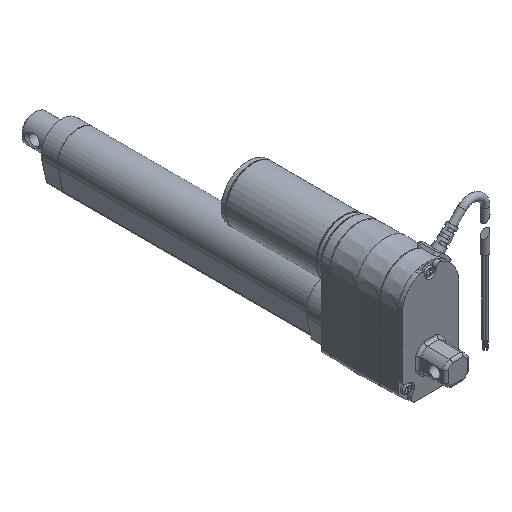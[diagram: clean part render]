
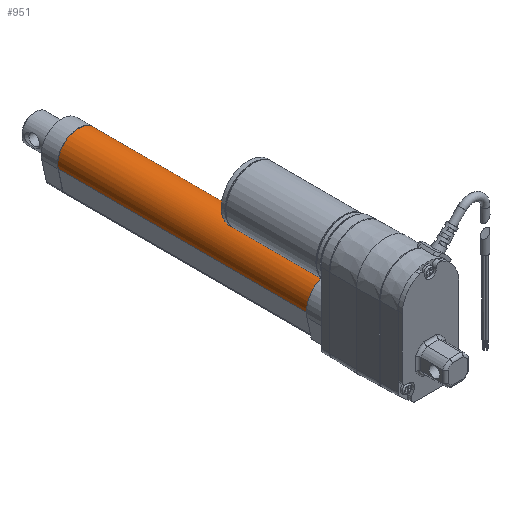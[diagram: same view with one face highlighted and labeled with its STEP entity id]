
A CAD part, isometric view. The second image highlights one B-rep face of the part: STEP entity #951.
In plain terms, the highlighted cylindrical face has radius 15.25 mm (diameter 30.5 mm), a partial arc.
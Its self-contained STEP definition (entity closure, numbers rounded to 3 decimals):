
#951 = ADVANCED_FACE( '', ( #1984 ), #1985, .T. );
#1984 = FACE_OUTER_BOUND( '', #3068, .T. );
#1985 = CYLINDRICAL_SURFACE( '', #3069, 15.25 );
#3068 = EDGE_LOOP( '', ( #5512, #5513, #5514, #5515, #5516, #5517, #5518, #5519 ) );
#3069 = AXIS2_PLACEMENT_3D( '', #5520, #5521, #5522 );
#5512 = ORIENTED_EDGE( '', *, *, #6676, .T. );
#5513 = ORIENTED_EDGE( '', *, *, #6696, .F. );
#5514 = ORIENTED_EDGE( '', *, *, #6624, .T. );
#5515 = ORIENTED_EDGE( '', *, *, #6791, .F. );
#5516 = ORIENTED_EDGE( '', *, *, #6761, .F. );
#5517 = ORIENTED_EDGE( '', *, *, #6924, .T. );
#5518 = ORIENTED_EDGE( '', *, *, #6878, .T. );
#5519 = ORIENTED_EDGE( '', *, *, #6322, .T. );
#5520 = CARTESIAN_POINT( '', ( 0., 283., 0. ) );
#5521 = DIRECTION( '', ( 0., 1., 0. ) );
#5522 = DIRECTION( '', ( 0., 0., -1. ) );
#6322 = EDGE_CURVE( '', #7580, #7577, #7581, .T. );
#6624 = EDGE_CURVE( '', #8047, #8048, #8049, .T. );
#6676 = EDGE_CURVE( '', #7577, #8120, #8122, .T. );
#6696 = EDGE_CURVE( '', #8047, #8120, #8151, .T. );
#6761 = EDGE_CURVE( '', #8240, #8242, #8243, .T. );
#6791 = EDGE_CURVE( '', #8242, #8048, #8279, .T. );
#6878 = EDGE_CURVE( '', #8386, #7580, #8391, .T. );
#6924 = EDGE_CURVE( '', #8240, #8386, #8452, .T. );
#7577 = VERTEX_POINT( '', #9551 );
#7580 = VERTEX_POINT( '', #9555 );
#7581 = LINE( '', #9556, #9557 );
#8047 = VERTEX_POINT( '', #10356 );
#8048 = VERTEX_POINT( '', #10357 );
#8049 = CIRCLE( '', #10358, 15.25 );
#8120 = VERTEX_POINT( '', #10501 );
#8122 = CIRCLE( '', #10504, 15.25 );
#8151 = LINE( '', #10542, #10543 );
#8240 = VERTEX_POINT( '', #10657 );
#8242 = VERTEX_POINT( '', #10660 );
#8243 = CIRCLE( '', #10661, 15.25 );
#8279 = LINE( '', #10709, #10710 );
#8386 = VERTEX_POINT( '', #10917 );
#8391 = CIRCLE( '', #10924, 15.25 );
#8452 = LINE( '', #11006, #11007 );
#9551 = CARTESIAN_POINT( '', ( -5.3, 71.5, 14.299 ) );
#9555 = CARTESIAN_POINT( '', ( -5.3, 85.25, 14.299 ) );
#9556 = CARTESIAN_POINT( '', ( -5.3, 85.25, 14.299 ) );
#9557 = VECTOR( '', #11531, 1000. );
#10356 = CARTESIAN_POINT( '', ( 5.3, 85.25, 14.299 ) );
#10357 = CARTESIAN_POINT( '', ( 14.917, 85.25, -3.169 ) );
#10358 = AXIS2_PLACEMENT_3D( '', #11892, #11893, #11894 );
#10501 = CARTESIAN_POINT( '', ( 5.3, 71.5, 14.299 ) );
#10504 = AXIS2_PLACEMENT_3D( '', #11944, #11945, #11946 );
#10542 = CARTESIAN_POINT( '', ( 5.3, 85.25, 14.299 ) );
#10543 = VECTOR( '', #11971, 1000. );
#10657 = CARTESIAN_POINT( '', ( -14.917, 270.9, -3.169 ) );
#10660 = CARTESIAN_POINT( '', ( 14.917, 270.9, -3.169 ) );
#10661 = AXIS2_PLACEMENT_3D( '', #12052, #12053, #12054 );
#10709 = CARTESIAN_POINT( '', ( 14.917, 283., -3.169 ) );
#10710 = VECTOR( '', #12085, 1000. );
#10917 = CARTESIAN_POINT( '', ( -14.917, 85.25, -3.169 ) );
#10924 = AXIS2_PLACEMENT_3D( '', #12176, #12177, #12178 );
#11006 = CARTESIAN_POINT( '', ( -14.917, 283., -3.169 ) );
#11007 = VECTOR( '', #12227, 1000. );
#11531 = DIRECTION( '', ( 0., -1., 0. ) );
#11892 = CARTESIAN_POINT( '', ( 0., 85.25, 0. ) );
#11893 = DIRECTION( '', ( 0., 1., 0. ) );
#11894 = DIRECTION( '', ( -1., 0., 0. ) );
#11944 = CARTESIAN_POINT( '', ( 0., 71.5, 0. ) );
#11945 = DIRECTION( '', ( 0., 1., 0. ) );
#11946 = DIRECTION( '', ( 0., 0., -1. ) );
#11971 = DIRECTION( '', ( 0., -1., 0. ) );
#12052 = CARTESIAN_POINT( '', ( 0., 270.9, 0. ) );
#12053 = DIRECTION( '', ( 0., 1., 0. ) );
#12054 = DIRECTION( '', ( 0., 0., -1. ) );
#12085 = DIRECTION( '', ( 0., -1., 0. ) );
#12176 = CARTESIAN_POINT( '', ( 0., 85.25, 0. ) );
#12177 = DIRECTION( '', ( 0., 1., 0. ) );
#12178 = DIRECTION( '', ( 1., 0., 0. ) );
#12227 = DIRECTION( '', ( 0., -1., 0. ) );
